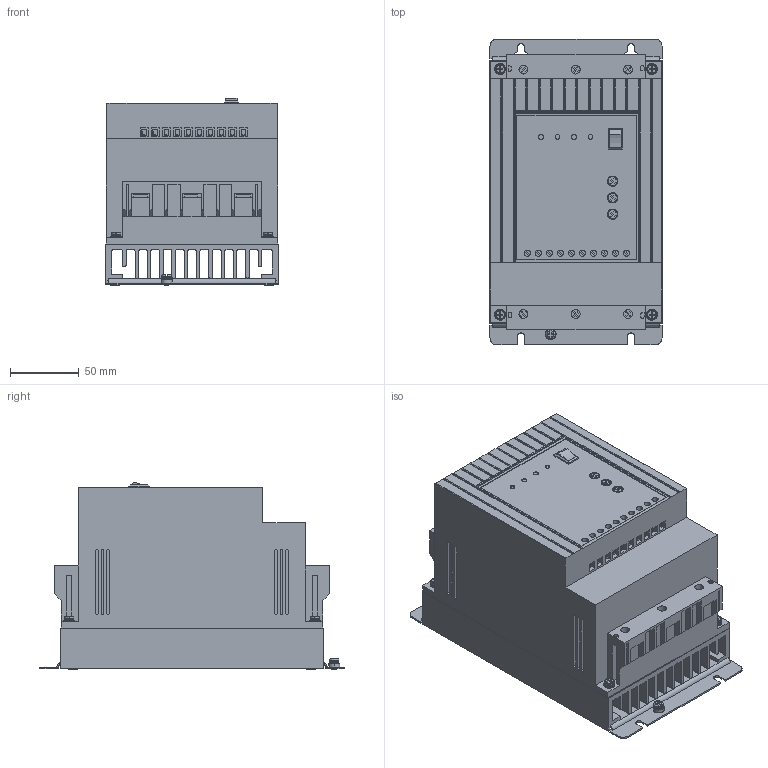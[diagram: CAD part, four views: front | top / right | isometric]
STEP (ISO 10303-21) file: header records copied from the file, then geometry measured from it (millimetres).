
FILE_DESCRIPTION (( 'STEP AP214' ), '1' );
FILE_NAME ('SFB-33-15-A-11 ÓÏÏ SFB 3Ô 380Â 15êÂò 30A Uóïð 110-220Â Modbus ñ âûêë. ONI.STEP', '2020-10-19T17:40:32', ( '' ), ( '' ), 'SwSTEP 2.0', 'SolidWorks 2017', '' );
FILE_SCHEMA (( 'AUTOMOTIVE_DESIGN' ));
Length unit declared in the file: millimetre
Products named in the file (1): SFB-33-15-A-11 ÓÏÏ SFB 3Ô 380Â 15êÂò 30A Uóïð 110-220Â Modbus ñ âûêë. ONI
Bounding box: 125 x 222 x 136.3 mm (x, y, z)
Volume: 2384564.1 mm3; surface area: 265615.5 mm2
Topology: 1 solids, 1 shells, 1288 faces, 3394 edges, 2179 vertices
Faces by surface type: plane 960, cylinder 285, bspline 43
Entity records: 46805 total; most frequent: CARTESIAN_POINT 16155, ORIENTED_EDGE 6788, DIRECTION 5475, EDGE_CURVE 3394, VECTOR 2629, LINE 2629, VERTEX_POINT 2179, AXIS2_PLACEMENT_3D 1423
